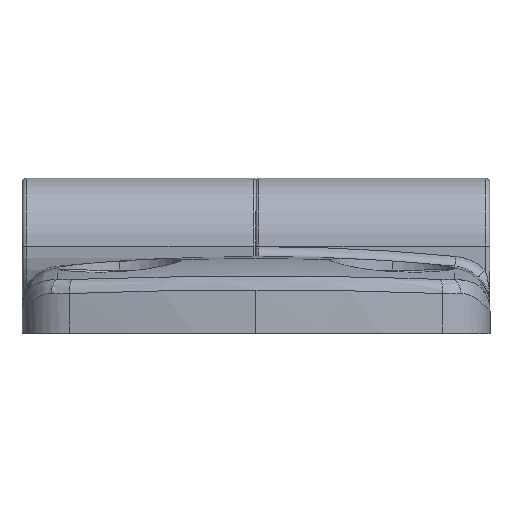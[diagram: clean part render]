
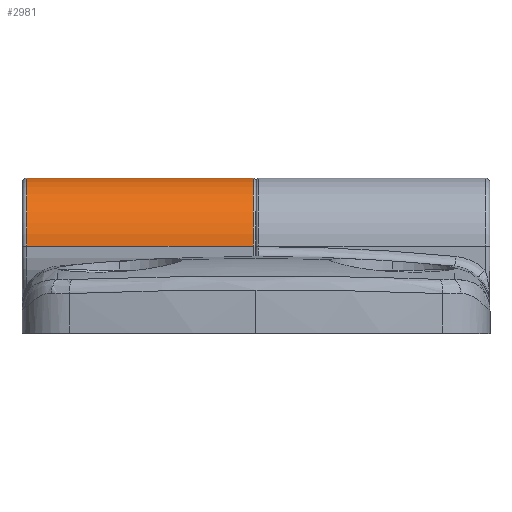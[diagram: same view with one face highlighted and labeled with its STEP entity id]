
A CAD part, top view. The second image highlights one B-rep face of the part: STEP entity #2981.
In plain terms, the highlighted cylindrical face has radius 7 mm (diameter 14 mm), a partial arc.
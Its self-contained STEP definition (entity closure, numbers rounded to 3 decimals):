
#31 = CIRCLE ( 'NONE', #548, 7. ) ;
#58 = CARTESIAN_POINT ( 'NONE',  ( -0.3, 8.95, -7. ) ) ;
#111 = VERTEX_POINT ( 'NONE', #2254 ) ;
#141 = ORIENTED_EDGE ( 'NONE', *, *, #1210, .T. ) ;
#231 = ORIENTED_EDGE ( 'NONE', *, *, #380, .F. ) ;
#248 = ORIENTED_EDGE ( 'NONE', *, *, #3339, .T. ) ;
#267 = DIRECTION ( 'NONE',  ( 0., 0., 1. ) ) ;
#380 = EDGE_CURVE ( 'NONE', #596, #1130, #2743, .T. ) ;
#548 = AXIS2_PLACEMENT_3D ( 'NONE', #2148, #630, #986 ) ;
#576 = EDGE_CURVE ( 'NONE', #2800, #111, #2344, .T. ) ;
#596 = VERTEX_POINT ( 'NONE', #937 ) ;
#610 = DIRECTION ( 'NONE',  ( -1., 0., 0. ) ) ;
#630 = DIRECTION ( 'NONE',  ( -1., 0., 0. ) ) ;
#862 = AXIS2_PLACEMENT_3D ( 'NONE', #3727, #1990, #267 ) ;
#876 = DIRECTION ( 'NONE',  ( -1., 0., 0. ) ) ;
#937 = CARTESIAN_POINT ( 'NONE',  ( -0.3, 8.95, 7. ) ) ;
#986 = DIRECTION ( 'NONE',  ( 0., 0., -1. ) ) ;
#1130 = VERTEX_POINT ( 'NONE', #2937 ) ;
#1210 = EDGE_CURVE ( 'NONE', #596, #2800, #31, .T. ) ;
#1260 = DIRECTION ( 'NONE',  ( -1., 0., 0. ) ) ;
#1460 = CARTESIAN_POINT ( 'NONE',  ( 24., 8.95, 7. ) ) ;
#1522 = FACE_OUTER_BOUND ( 'NONE', #3668, .T. ) ;
#1533 = DIRECTION ( 'NONE',  ( 0., 0., 1. ) ) ;
#1617 = CIRCLE ( 'NONE', #862, 7. ) ;
#1657 = VECTOR ( 'NONE', #610, 1000. ) ;
#1984 = VECTOR ( 'NONE', #876, 1000. ) ;
#1990 = DIRECTION ( 'NONE',  ( 1., 0., 0. ) ) ;
#2132 = CARTESIAN_POINT ( 'NONE',  ( 24., 8.95, 0. ) ) ;
#2148 = CARTESIAN_POINT ( 'NONE',  ( -0.3, 8.95, 0. ) ) ;
#2254 = CARTESIAN_POINT ( 'NONE',  ( -23.5, 8.95, -7. ) ) ;
#2287 = AXIS2_PLACEMENT_3D ( 'NONE', #2132, #1260, #1533 ) ;
#2295 = ORIENTED_EDGE ( 'NONE', *, *, #576, .T. ) ;
#2344 = LINE ( 'NONE', #2910, #1657 ) ;
#2743 = LINE ( 'NONE', #1460, #1984 ) ;
#2800 = VERTEX_POINT ( 'NONE', #58 ) ;
#2910 = CARTESIAN_POINT ( 'NONE',  ( 24., 8.95, -7. ) ) ;
#2937 = CARTESIAN_POINT ( 'NONE',  ( -23.5, 8.95, 7. ) ) ;
#2981 = ADVANCED_FACE ( 'NONE', ( #1522 ), #3062, .T. ) ;
#3062 = CYLINDRICAL_SURFACE ( 'NONE', #2287, 7. ) ;
#3339 = EDGE_CURVE ( 'NONE', #111, #1130, #1617, .T. ) ;
#3668 = EDGE_LOOP ( 'NONE', ( #231, #141, #2295, #248 ) ) ;
#3727 = CARTESIAN_POINT ( 'NONE',  ( -23.5, 8.95, 0. ) ) ;
